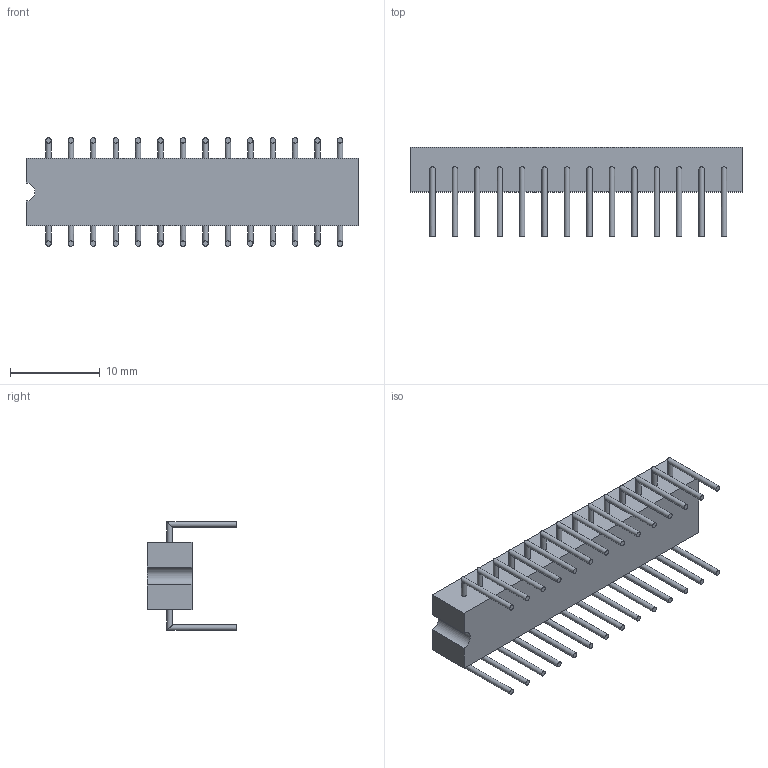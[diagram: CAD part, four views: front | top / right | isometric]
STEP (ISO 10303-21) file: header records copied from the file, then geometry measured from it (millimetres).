
FILE_DESCRIPTION(/* description */ (''),/* implementation_level */ '2;1');
FILE_NAME(/* name */ 'Part3.stp',/* time_stamp */ '2023-12-19T13:22:24+02:00',/* author */ ('Shado'),/* organization */ (''),/* preprocessor_version */ 'ST-DEVELOPER v19.2',/* originating_system */ 'Autodesk Inventor 2024',/* authorisation */ '');
FILE_SCHEMA (('AUTOMOTIVE_DESIGN { 1 0 10303 214 3 1 1 }'));
Length unit declared in the file: millimetre
Products named in the file (1): Part3
Bounding box: 37 x 10 x 12.1 mm (x, y, z)
Volume: 1454.9 mm3; surface area: 1504 mm2
Topology: 1 solids, 1 shells, 92 faces, 214 edges, 152 vertices
Faces by surface type: cylinder 57, plane 35
Full cylindrical faces by diameter (mm): 0.6 x56
Entity records: 2787 total; most frequent: DIRECTION 542, CARTESIAN_POINT 459, ORIENTED_EDGE 428, AXIS2_PLACEMENT_3D 235, EDGE_CURVE 214, VERTEX_POINT 152, EDGE_LOOP 120, FACE_OUTER_BOUND 92
